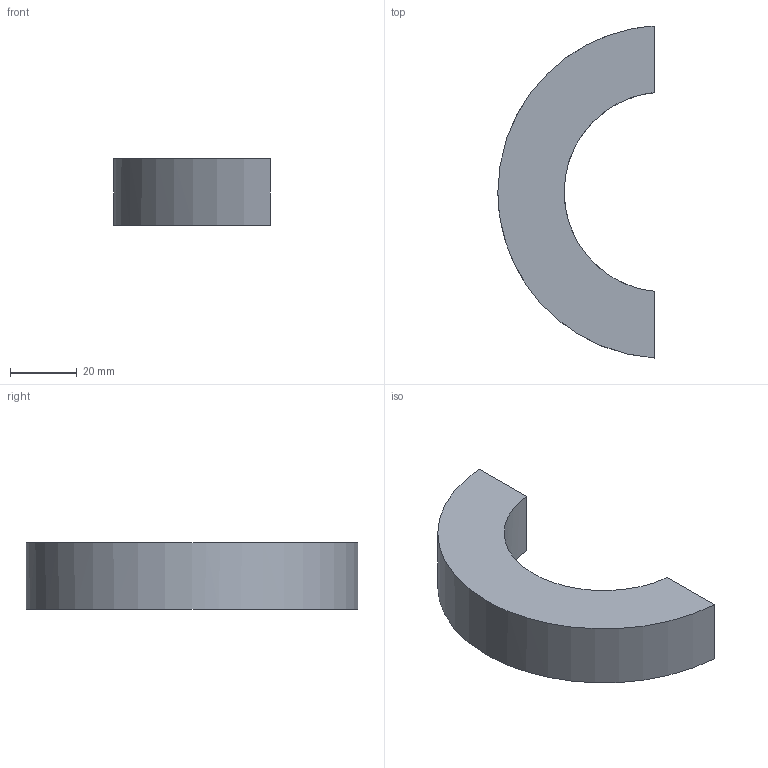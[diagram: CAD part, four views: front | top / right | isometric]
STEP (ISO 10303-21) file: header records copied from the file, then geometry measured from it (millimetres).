
FILE_DESCRIPTION (( 'STEP AP203' ), '1' );
FILE_NAME ('684-02 anillo chaveta acoplamiento.STEP', '2021-07-20T22:39:55', ( '' ), ( '' ), 'SwSTEP 2.0', 'SolidWorks 2018', '' );
FILE_SCHEMA (( 'CONFIG_CONTROL_DESIGN' ));
Length unit declared in the file: millimetre
Products named in the file (1): 684-02 anillo chaveta acoplamiento
Bounding box: 47 x 99.82 x 19.9 mm (x, y, z)
Volume: 47617 mm3; surface area: 10345.7 mm2
Topology: 1 solids, 1 shells, 6 faces, 16 edges, 12 vertices
Faces by surface type: bspline 6
Entity records: 358 total; most frequent: CARTESIAN_POINT 179, ORIENTED_EDGE 32, EDGE_CURVE 16, B_SPLINE_CURVE_WITH_KNOTS 13, VERTEX_POINT 12, PERSON_AND_ORGANIZATION 8, ADVANCED_FACE 6, FACE_OUTER_BOUND 6
